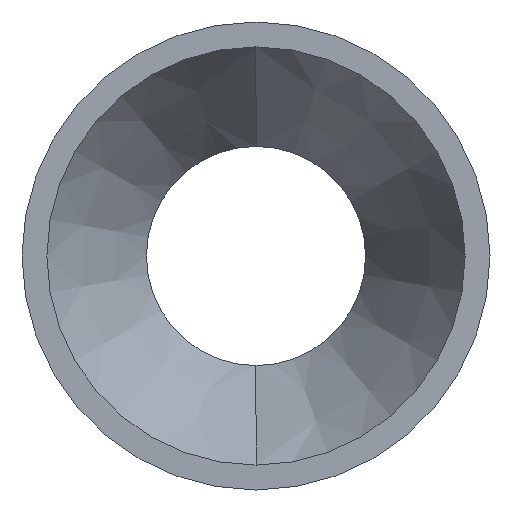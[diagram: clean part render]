
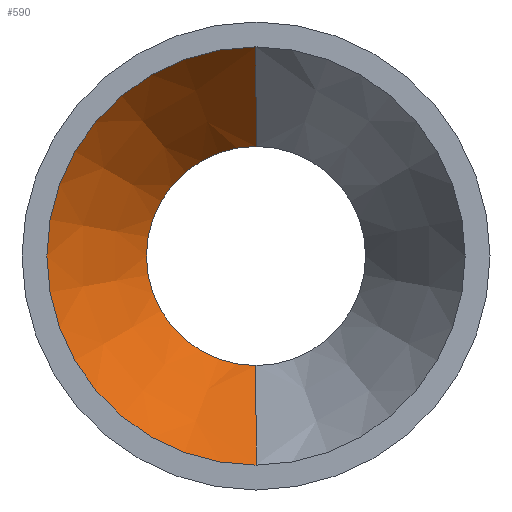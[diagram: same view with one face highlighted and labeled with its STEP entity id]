
A CAD part, front view. The second image highlights one B-rep face of the part: STEP entity #590.
In plain terms, the highlighted conical face has half-angle 28.811 degrees and reference radius 2.1 mm.
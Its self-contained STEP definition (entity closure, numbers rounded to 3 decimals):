
#21 = AXIS2_PLACEMENT_3D ( 'NONE', #576, #146, #427 ) ;
#27 = EDGE_CURVE ( 'NONE', #54, #222, #436, .T. ) ;
#54 = VERTEX_POINT ( 'NONE', #607 ) ;
#80 = VERTEX_POINT ( 'NONE', #416 ) ;
#82 = DIRECTION ( 'NONE',  ( 0., -0.876, -0.482 ) ) ;
#84 = CARTESIAN_POINT ( 'NONE',  ( 0., -2.5, 2.1 ) ) ;
#88 = VECTOR ( 'NONE', #82, 1000. ) ;
#97 = VERTEX_POINT ( 'NONE', #84 ) ;
#109 = CIRCLE ( 'NONE', #21, 1.1 ) ;
#129 = CARTESIAN_POINT ( 'NONE',  ( 0., -2.5, -2.1 ) ) ;
#138 = CONICAL_SURFACE ( 'NONE', #279, 2.1, 0.503 ) ;
#146 = DIRECTION ( 'NONE',  ( 0., 1., 0. ) ) ;
#177 = FACE_OUTER_BOUND ( 'NONE', #528, .T. ) ;
#219 = VECTOR ( 'NONE', #440, 1000. ) ;
#222 = VERTEX_POINT ( 'NONE', #434 ) ;
#244 = EDGE_CURVE ( 'NONE', #80, #97, #308, .T. ) ;
#248 = AXIS2_PLACEMENT_3D ( 'NONE', #510, #408, #405 ) ;
#279 = AXIS2_PLACEMENT_3D ( 'NONE', #459, #307, #597 ) ;
#292 = ORIENTED_EDGE ( 'NONE', *, *, #27, .F. ) ;
#307 = DIRECTION ( 'NONE',  ( 0., -1., 0. ) ) ;
#308 = LINE ( 'NONE', #333, #219 ) ;
#333 = CARTESIAN_POINT ( 'NONE',  ( 0., -2.5, 2.1 ) ) ;
#347 = ORIENTED_EDGE ( 'NONE', *, *, #244, .T. ) ;
#384 = EDGE_CURVE ( 'NONE', #54, #80, #109, .T. ) ;
#393 = CIRCLE ( 'NONE', #248, 2.1 ) ;
#405 = DIRECTION ( 'NONE',  ( 0., 0., 1. ) ) ;
#408 = DIRECTION ( 'NONE',  ( 0., 1., 0. ) ) ;
#416 = CARTESIAN_POINT ( 'NONE',  ( 0., -0.682, 1.1 ) ) ;
#427 = DIRECTION ( 'NONE',  ( 0., 0., 1. ) ) ;
#434 = CARTESIAN_POINT ( 'NONE',  ( 0., -2.5, -2.1 ) ) ;
#436 = LINE ( 'NONE', #129, #88 ) ;
#440 = DIRECTION ( 'NONE',  ( 0., -0.876, 0.482 ) ) ;
#459 = CARTESIAN_POINT ( 'NONE',  ( 0., -2.5, 0. ) ) ;
#510 = CARTESIAN_POINT ( 'NONE',  ( 0., -2.5, 0. ) ) ;
#528 = EDGE_LOOP ( 'NONE', ( #562, #347, #581, #292 ) ) ;
#562 = ORIENTED_EDGE ( 'NONE', *, *, #384, .T. ) ;
#576 = CARTESIAN_POINT ( 'NONE',  ( 0., -0.682, 0. ) ) ;
#581 = ORIENTED_EDGE ( 'NONE', *, *, #585, .F. ) ;
#585 = EDGE_CURVE ( 'NONE', #222, #97, #393, .T. ) ;
#590 = ADVANCED_FACE ( 'NONE', ( #177 ), #138, .F. ) ;
#597 = DIRECTION ( 'NONE',  ( 0., 0., -1. ) ) ;
#607 = CARTESIAN_POINT ( 'NONE',  ( 0., -0.682, -1.1 ) ) ;
